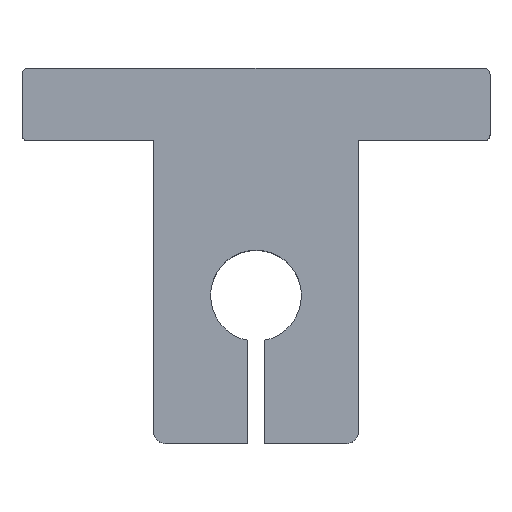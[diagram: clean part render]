
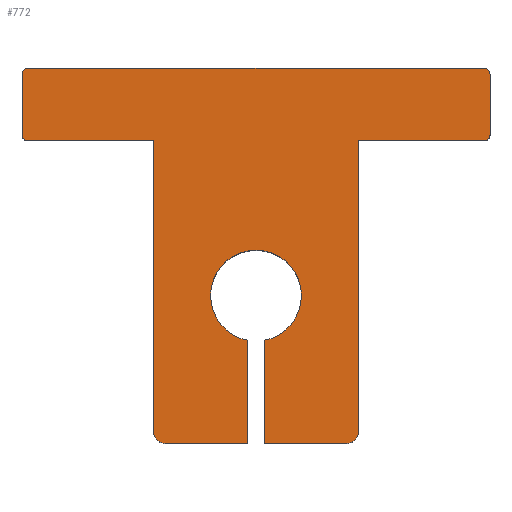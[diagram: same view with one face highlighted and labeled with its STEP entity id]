
A CAD part, top view. The second image highlights one B-rep face of the part: STEP entity #772.
In plain terms, the highlighted planar face has unit normal (0, 0, 1).
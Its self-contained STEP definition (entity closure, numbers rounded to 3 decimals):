
#61=PLANE('',#866);
#115=FACE_OUTER_BOUND('',#166,.T.);
#166=EDGE_LOOP('',(#705,#706,#707,#708,#709,#710,#711,#712,#713,#714,#715,
#716,#717,#718,#719,#720,#721,#722));
#191=LINE('',#1180,#262);
#201=LINE('',#1210,#272);
#204=LINE('',#1220,#275);
#211=LINE('',#1239,#282);
#215=LINE('',#1251,#286);
#223=LINE('',#1280,#294);
#228=LINE('',#1295,#299);
#230=LINE('',#1302,#301);
#235=LINE('',#1318,#306);
#236=LINE('',#1320,#307);
#237=LINE('',#1322,#308);
#262=VECTOR('',#947,10.);
#272=VECTOR('',#977,10.);
#275=VECTOR('',#986,10.);
#282=VECTOR('',#1005,10.);
#286=VECTOR('',#1017,10.);
#294=VECTOR('',#1045,10.);
#299=VECTOR('',#1064,10.);
#301=VECTOR('',#1072,10.);
#306=VECTOR('',#1091,10.);
#307=VECTOR('',#1094,10.);
#308=VECTOR('',#1097,10.);
#326=CIRCLE('',#834,0.5);
#334=CIRCLE('',#845,0.5);
#335=CIRCLE('',#848,0.5);
#336=CIRCLE('',#850,0.5);
#337=CIRCLE('',#852,1.);
#338=CIRCLE('',#855,1.);
#341=CIRCLE('',#862,4.);
#364=VERTEX_POINT('',#1176);
#366=VERTEX_POINT('',#1179);
#374=VERTEX_POINT('',#1204);
#376=VERTEX_POINT('',#1208);
#378=VERTEX_POINT('',#1216);
#380=VERTEX_POINT('',#1219);
#386=VERTEX_POINT('',#1236);
#387=VERTEX_POINT('',#1241);
#390=VERTEX_POINT('',#1249);
#400=VERTEX_POINT('',#1275);
#401=VERTEX_POINT('',#1279);
#402=VERTEX_POINT('',#1287);
#403=VERTEX_POINT('',#1288);
#404=VERTEX_POINT('',#1293);
#405=VERTEX_POINT('',#1297);
#406=VERTEX_POINT('',#1301);
#409=VERTEX_POINT('',#1312);
#410=VERTEX_POINT('',#1314);
#443=EDGE_CURVE('',#366,#364,#191,.T.);
#458=EDGE_CURVE('',#374,#376,#201,.T.);
#462=EDGE_CURVE('',#380,#378,#204,.T.);
#472=EDGE_CURVE('',#386,#380,#211,.T.);
#473=EDGE_CURVE('',#387,#364,#326,.T.);
#478=EDGE_CURVE('',#387,#390,#215,.T.);
#491=EDGE_CURVE('',#366,#400,#334,.T.);
#493=EDGE_CURVE('',#401,#400,#223,.T.);
#495=EDGE_CURVE('',#401,#378,#335,.T.);
#496=EDGE_CURVE('',#374,#390,#336,.T.);
#497=EDGE_CURVE('',#402,#403,#337,.T.);
#501=EDGE_CURVE('',#402,#404,#228,.T.);
#502=EDGE_CURVE('',#386,#405,#338,.T.);
#504=EDGE_CURVE('',#406,#405,#230,.T.);
#510=EDGE_CURVE('',#410,#409,#341,.T.);
#512=EDGE_CURVE('',#404,#410,#235,.T.);
#513=EDGE_CURVE('',#376,#403,#236,.T.);
#514=EDGE_CURVE('',#409,#406,#237,.T.);
#705=ORIENTED_EDGE('',*,*,#473,.F.);
#706=ORIENTED_EDGE('',*,*,#478,.T.);
#707=ORIENTED_EDGE('',*,*,#496,.F.);
#708=ORIENTED_EDGE('',*,*,#458,.T.);
#709=ORIENTED_EDGE('',*,*,#513,.T.);
#710=ORIENTED_EDGE('',*,*,#497,.F.);
#711=ORIENTED_EDGE('',*,*,#501,.T.);
#712=ORIENTED_EDGE('',*,*,#512,.T.);
#713=ORIENTED_EDGE('',*,*,#510,.T.);
#714=ORIENTED_EDGE('',*,*,#514,.T.);
#715=ORIENTED_EDGE('',*,*,#504,.T.);
#716=ORIENTED_EDGE('',*,*,#502,.F.);
#717=ORIENTED_EDGE('',*,*,#472,.T.);
#718=ORIENTED_EDGE('',*,*,#462,.T.);
#719=ORIENTED_EDGE('',*,*,#495,.F.);
#720=ORIENTED_EDGE('',*,*,#493,.T.);
#721=ORIENTED_EDGE('',*,*,#491,.F.);
#722=ORIENTED_EDGE('',*,*,#443,.T.);
#772=ADVANCED_FACE('',(#115),#61,.T.);
#834=AXIS2_PLACEMENT_3D('',#1242,#1008,#1009);
#845=AXIS2_PLACEMENT_3D('',#1276,#1040,#1041);
#848=AXIS2_PLACEMENT_3D('',#1283,#1049,#1050);
#850=AXIS2_PLACEMENT_3D('',#1285,#1053,#1054);
#852=AXIS2_PLACEMENT_3D('',#1289,#1057,#1058);
#855=AXIS2_PLACEMENT_3D('',#1298,#1067,#1068);
#862=AXIS2_PLACEMENT_3D('',#1315,#1086,#1087);
#866=AXIS2_PLACEMENT_3D('',#1323,#1098,#1099);
#947=DIRECTION('',(-1.,0.,0.));
#977=DIRECTION('',(1.,0.,0.));
#986=DIRECTION('',(1.,0.,0.));
#1005=DIRECTION('',(0.,1.,0.));
#1008=DIRECTION('center_axis',(0.,0.,-1.));
#1009=DIRECTION('ref_axis',(-0.707,0.707,0.));
#1017=DIRECTION('',(0.,-1.,0.));
#1040=DIRECTION('center_axis',(0.,0.,-1.));
#1041=DIRECTION('ref_axis',(0.707,0.707,0.));
#1045=DIRECTION('',(0.,1.,0.));
#1049=DIRECTION('center_axis',(0.,0.,-1.));
#1050=DIRECTION('ref_axis',(0.707,-0.707,0.));
#1053=DIRECTION('center_axis',(0.,0.,-1.));
#1054=DIRECTION('ref_axis',(-0.707,-0.707,0.));
#1057=DIRECTION('center_axis',(0.,0.,-1.));
#1058=DIRECTION('ref_axis',(-0.707,-0.707,0.));
#1064=DIRECTION('',(1.,0.,0.));
#1067=DIRECTION('center_axis',(0.,0.,-1.));
#1068=DIRECTION('ref_axis',(0.707,-0.707,0.));
#1072=DIRECTION('',(1.,0.,0.));
#1086=DIRECTION('center_axis',(0.,0.,-1.));
#1087=DIRECTION('ref_axis',(0.188,-0.982,0.));
#1091=DIRECTION('',(0.,1.,0.));
#1094=DIRECTION('',(0.,-1.,0.));
#1097=DIRECTION('',(0.,-1.,0.));
#1098=DIRECTION('center_axis',(0.,0.,1.));
#1099=DIRECTION('ref_axis',(1.,0.,0.));
#1176=CARTESIAN_POINT('',(-20.1,0.,14.));
#1179=CARTESIAN_POINT('',(20.1,0.,14.));
#1180=CARTESIAN_POINT('',(20.6,0.,14.));
#1204=CARTESIAN_POINT('',(-20.1,-6.35,14.));
#1208=CARTESIAN_POINT('',(-9.,-6.35,14.));
#1210=CARTESIAN_POINT('',(-20.6,-6.35,14.));
#1216=CARTESIAN_POINT('',(20.1,-6.35,14.));
#1219=CARTESIAN_POINT('',(9.,-6.35,14.));
#1220=CARTESIAN_POINT('',(9.,-6.35,14.));
#1236=CARTESIAN_POINT('',(9.,-32.,14.));
#1239=CARTESIAN_POINT('',(9.,-33.,14.));
#1241=CARTESIAN_POINT('',(-20.6,-0.5,14.));
#1242=CARTESIAN_POINT('Origin',(-20.1,-0.5,14.));
#1249=CARTESIAN_POINT('',(-20.6,-5.85,14.));
#1251=CARTESIAN_POINT('',(-20.6,0.,14.));
#1275=CARTESIAN_POINT('',(20.6,-0.5,14.));
#1276=CARTESIAN_POINT('Origin',(20.1,-0.5,14.));
#1279=CARTESIAN_POINT('',(20.6,-5.85,14.));
#1280=CARTESIAN_POINT('',(20.6,-6.35,14.));
#1283=CARTESIAN_POINT('Origin',(20.1,-5.85,14.));
#1285=CARTESIAN_POINT('Origin',(-20.1,-5.85,14.));
#1287=CARTESIAN_POINT('',(-8.,-33.,14.));
#1288=CARTESIAN_POINT('',(-9.,-32.,14.));
#1289=CARTESIAN_POINT('Origin',(-8.,-32.,14.));
#1293=CARTESIAN_POINT('',(-0.75,-33.,14.));
#1295=CARTESIAN_POINT('',(-9.,-33.,14.));
#1297=CARTESIAN_POINT('',(8.,-33.,14.));
#1298=CARTESIAN_POINT('Origin',(8.,-32.,14.));
#1301=CARTESIAN_POINT('',(0.75,-33.,14.));
#1302=CARTESIAN_POINT('',(0.75,-33.,14.));
#1312=CARTESIAN_POINT('',(0.75,-23.929,14.));
#1314=CARTESIAN_POINT('',(-0.75,-23.929,14.));
#1315=CARTESIAN_POINT('Origin',(0.,-20.,14.));
#1318=CARTESIAN_POINT('',(-0.75,-33.,14.));
#1320=CARTESIAN_POINT('',(-9.,-6.35,14.));
#1322=CARTESIAN_POINT('',(0.75,-23.929,14.));
#1323=CARTESIAN_POINT('Origin',(0.,-16.5,14.));
